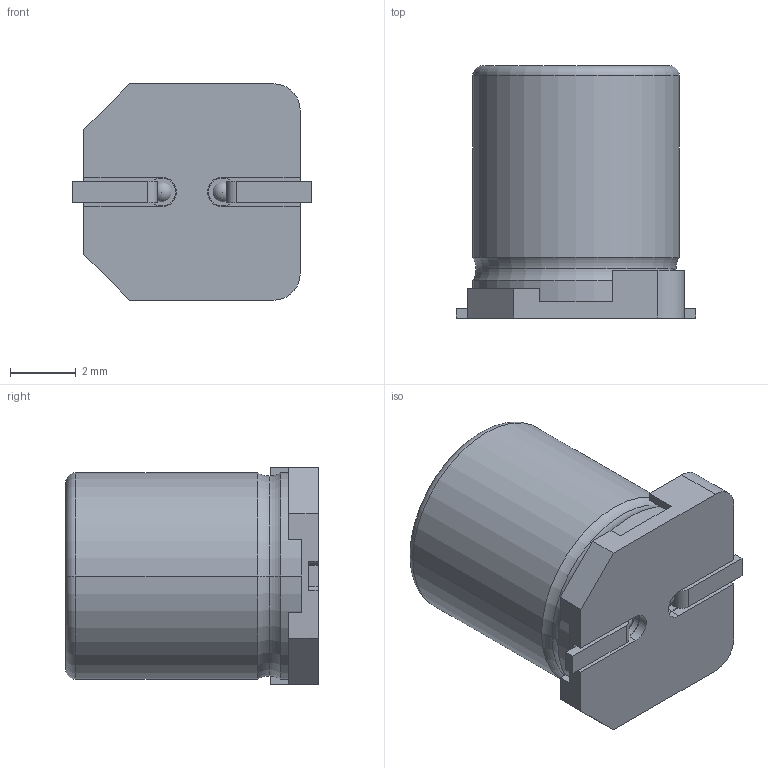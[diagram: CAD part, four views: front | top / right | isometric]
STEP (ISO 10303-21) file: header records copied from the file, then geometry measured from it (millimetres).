
FILE_DESCRIPTION(('FreeCAD Model'),'2;1');
FILE_NAME('Open CASCADE Shape Model','2024-04-14T19:52:45',(''),(''), 'Open CASCADE STEP processor 7.6','FreeCAD','Unknown');
FILE_SCHEMA(('AUTOMOTIVE_DESIGN { 1 0 10303 214 1 1 1 1 }'));
Length unit declared in the file: millimetre
Products named in the file (6): C12_EEE-HC1H220XP_ed344a759db5; EEE-HC1H220XP_EEE-HC1H220XP004; EEE-HC1H220XP_EEE-HC1H220XP; EEE-HC1H220XP_EEE-HC1H220XP001; EEE-HC1H220XP_EEE-HC1H220XP002; EEE-HC1H220XP_EEE-HC1H220XP003
Assembly tree (5 placements, depth 3):
  C12_EEE-HC1H220XP_ed344a759db5
    EEE-HC1H220XP_EEE-HC1H220XP004
      EEE-HC1H220XP_EEE-HC1H220XP
      EEE-HC1H220XP_EEE-HC1H220XP001
      EEE-HC1H220XP_EEE-HC1H220XP002
      EEE-HC1H220XP_EEE-HC1H220XP003
Bounding box: 7.3 x 7.7 x 6.6 mm (x, y, z)
Volume: 248.9 mm3; surface area: 333.3 mm2
Topology: 4 solids, 4 shells, 79 faces, 202 edges, 130 vertices
Faces by surface type: plane 48, cylinder 23, torus 6, sphere 2
Entity records: 2537 total; most frequent: DIRECTION 430, CARTESIAN_POINT 427, ORIENTED_EDGE 400, EDGE_CURVE 200, AXIS2_PLACEMENT_3D 147, LINE 136, VECTOR 136, VERTEX_POINT 130
